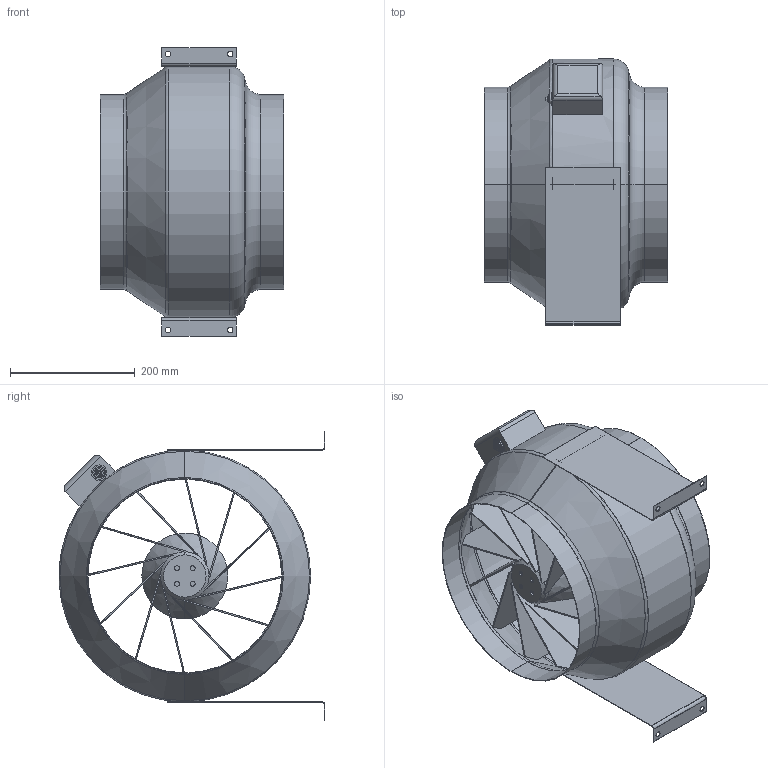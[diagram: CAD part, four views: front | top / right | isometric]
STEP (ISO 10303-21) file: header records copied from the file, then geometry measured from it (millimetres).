
FILE_DESCRIPTION (( 'STEP AP214' ), '1' );
FILE_NAME ('ERR_31-1.step', '2009-05-12T21:47:51', ( 'Wolfgang Schmidt' ), ( 'WS-KO' ), 'SwSTEP 2.0', 'SolidWorks 2008', '' );
FILE_SCHEMA (( 'AUTOMOTIVE_DESIGN' ));
Length unit declared in the file: millimetre
Products named in the file (1): ERR_31-1
Bounding box: 295 x 427 x 463 mm (x, y, z)
Volume: 2046539.4 mm3; surface area: 1204604.7 mm2
Topology: 4 solids, 4 shells, 239 faces, 621 edges, 400 vertices
Faces by surface type: plane 107, cylinder 76, cone 40, torus 16
Entity records: 7908 total; most frequent: CARTESIAN_POINT 2072, ORIENTED_EDGE 1242, DIRECTION 1170, EDGE_CURVE 621, AXIS2_PLACEMENT_3D 444, VERTEX_POINT 400, VECTOR 282, LINE 282
